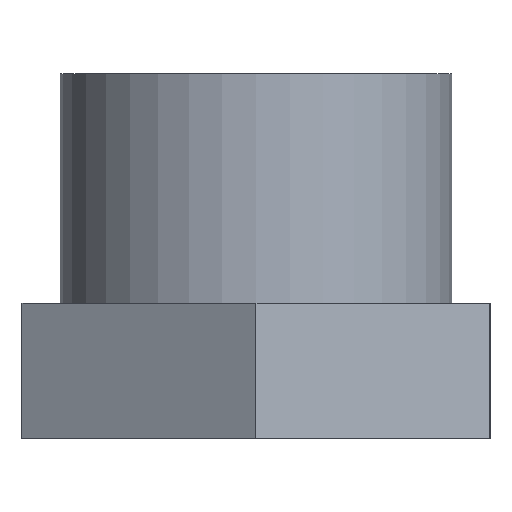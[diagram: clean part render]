
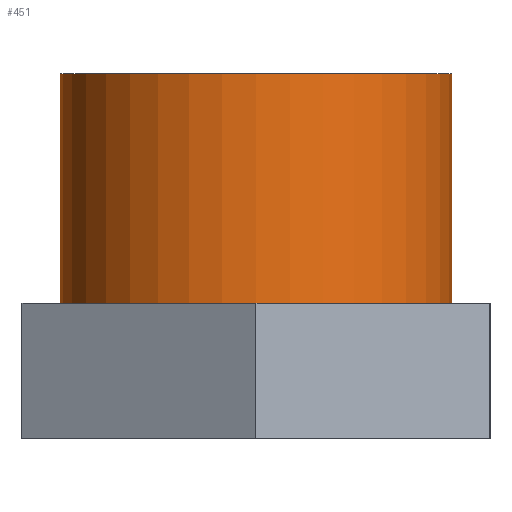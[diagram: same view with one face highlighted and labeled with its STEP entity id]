
A CAD part, left-side view. The second image highlights one B-rep face of the part: STEP entity #451.
In plain terms, the highlighted cylindrical face has radius 7.25 mm (diameter 14.5 mm), a full revolution.
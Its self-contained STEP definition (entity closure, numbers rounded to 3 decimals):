
#45=FACE_OUTER_BOUND('',#71,.T.);
#71=EDGE_LOOP('',(#375,#376,#377,#378));
#87=CIRCLE('',#494,7.25);
#88=CIRCLE('',#495,7.25);
#130=LINE('',#2413,#160);
#160=VECTOR('',#558,7.25);
#209=VERTEX_POINT('',#2410);
#210=VERTEX_POINT('',#2412);
#268=EDGE_CURVE('',#209,#209,#87,.T.);
#269=EDGE_CURVE('',#209,#210,#130,.T.);
#270=EDGE_CURVE('',#210,#210,#88,.T.);
#375=ORIENTED_EDGE('',*,*,#268,.F.);
#376=ORIENTED_EDGE('',*,*,#269,.T.);
#377=ORIENTED_EDGE('',*,*,#270,.F.);
#378=ORIENTED_EDGE('',*,*,#269,.F.);
#434=CYLINDRICAL_SURFACE('',#493,7.25);
#451=ADVANCED_FACE('',(#45),#434,.T.);
#493=AXIS2_PLACEMENT_3D('',#2409,#554,#555);
#494=AXIS2_PLACEMENT_3D('',#2411,#556,#557);
#495=AXIS2_PLACEMENT_3D('',#2414,#559,#560);
#554=DIRECTION('center_axis',(0.,0.,1.));
#555=DIRECTION('ref_axis',(-1.,0.,0.));
#556=DIRECTION('center_axis',(0.,0.,1.));
#557=DIRECTION('ref_axis',(-1.,0.,0.));
#558=DIRECTION('',(0.,0.,-1.));
#559=DIRECTION('center_axis',(0.,0.,-1.));
#560=DIRECTION('ref_axis',(-1.,0.,0.));
#2409=CARTESIAN_POINT('Origin',(0.,0.,5.));
#2410=CARTESIAN_POINT('',(7.25,0.,13.5));
#2411=CARTESIAN_POINT('Origin',(0.,0.,13.5));
#2412=CARTESIAN_POINT('',(7.25,0.,5.));
#2413=CARTESIAN_POINT('',(7.25,0.,5.));
#2414=CARTESIAN_POINT('Origin',(0.,0.,5.));
